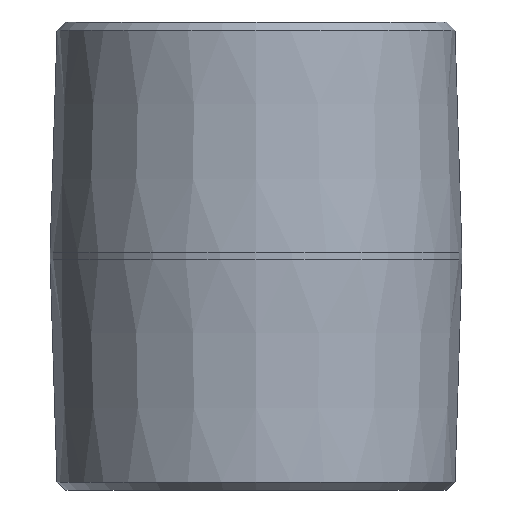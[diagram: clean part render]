
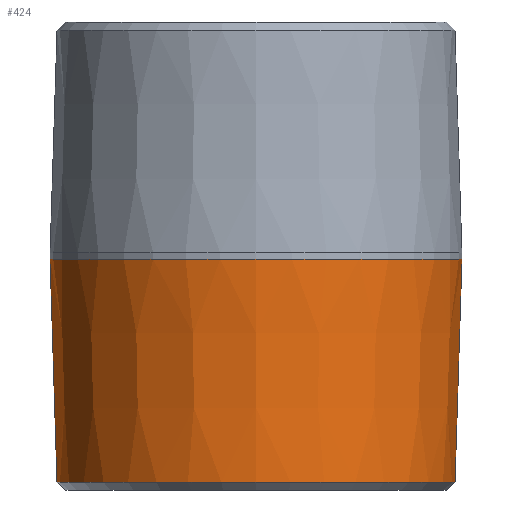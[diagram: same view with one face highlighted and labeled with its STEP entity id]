
A CAD part, front view. The second image highlights one B-rep face of the part: STEP entity #424.
In plain terms, the highlighted conical face has half-angle 1.78 degrees and reference radius 16.764 mm.
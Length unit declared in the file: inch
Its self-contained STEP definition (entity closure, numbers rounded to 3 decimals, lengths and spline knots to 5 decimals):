
#25 = ORIENTED_EDGE ( 'NONE', *, *, #526, .F. ) ;
#30 = VECTOR ( 'NONE', #537, 39.37008 ) ;
#68 = EDGE_CURVE ( 'NONE', #523, #71, #350, .T. ) ;
#71 = VERTEX_POINT ( 'NONE', #169 ) ;
#76 = DIRECTION ( 'NONE',  ( 0., 0., -1. ) ) ;
#77 = CARTESIAN_POINT ( 'NONE',  ( 0., 0., 0.74 ) ) ;
#81 = ORIENTED_EDGE ( 'NONE', *, *, #338, .T. ) ;
#103 = EDGE_LOOP ( 'NONE', ( #25, #240, #81, #149 ) ) ;
#107 = VERTEX_POINT ( 'NONE', #207 ) ;
#111 = DIRECTION ( 'NONE',  ( -1., 0., 0. ) ) ;
#112 = AXIS2_PLACEMENT_3D ( 'NONE', #77, #76, #426 ) ;
#114 = CARTESIAN_POINT ( 'NONE',  ( 0., 0., 0.74 ) ) ;
#132 = AXIS2_PLACEMENT_3D ( 'NONE', #114, #548, #542 ) ;
#149 = ORIENTED_EDGE ( 'NONE', *, *, #68, .T. ) ;
#169 = CARTESIAN_POINT ( 'NONE',  ( -0.66, 0., 0.74 ) ) ;
#191 = DIRECTION ( 'NONE',  ( 0.031, 0., 1. ) ) ;
#195 = CARTESIAN_POINT ( 'NONE',  ( 0., 0., 0.02499 ) ) ;
#207 = CARTESIAN_POINT ( 'NONE',  ( 0.63778, 0., 0.02499 ) ) ;
#221 = CONICAL_SURFACE ( 'NONE', #132, 0.66, 0.031 ) ;
#231 = CIRCLE ( 'NONE', #287, 0.63778 ) ;
#240 = ORIENTED_EDGE ( 'NONE', *, *, #466, .T. ) ;
#287 = AXIS2_PLACEMENT_3D ( 'NONE', #195, #362, #111 ) ;
#320 = CARTESIAN_POINT ( 'NONE',  ( 0.66, 0., 0.74 ) ) ;
#338 = EDGE_CURVE ( 'NONE', #107, #523, #364, .T. ) ;
#350 = CIRCLE ( 'NONE', #112, 0.66 ) ;
#362 = DIRECTION ( 'NONE',  ( 0., 0., 1. ) ) ;
#364 = LINE ( 'NONE', #320, #383 ) ;
#383 = VECTOR ( 'NONE', #191, 39.37008 ) ;
#406 = CARTESIAN_POINT ( 'NONE',  ( -0.63778, 0., 0.02499 ) ) ;
#411 = FACE_OUTER_BOUND ( 'NONE', #103, .T. ) ;
#424 = ADVANCED_FACE ( 'NONE', ( #411 ), #221, .T. ) ;
#426 = DIRECTION ( 'NONE',  ( -1., 0., 0. ) ) ;
#451 = LINE ( 'NONE', #544, #30 ) ;
#461 = CARTESIAN_POINT ( 'NONE',  ( 0.66, 0., 0.74 ) ) ;
#466 = EDGE_CURVE ( 'NONE', #545, #107, #231, .T. ) ;
#523 = VERTEX_POINT ( 'NONE', #461 ) ;
#526 = EDGE_CURVE ( 'NONE', #545, #71, #451, .T. ) ;
#537 = DIRECTION ( 'NONE',  ( -0.031, 0., 1. ) ) ;
#542 = DIRECTION ( 'NONE',  ( 1., 0., 0. ) ) ;
#544 = CARTESIAN_POINT ( 'NONE',  ( -0.66, 0., 0.74 ) ) ;
#545 = VERTEX_POINT ( 'NONE', #406 ) ;
#548 = DIRECTION ( 'NONE',  ( 0., 0., 1. ) ) ;
